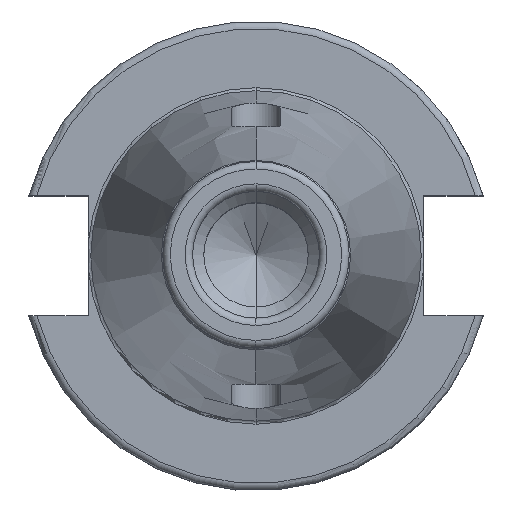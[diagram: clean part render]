
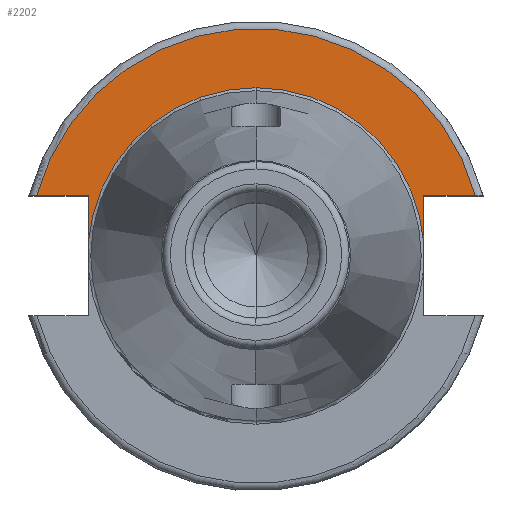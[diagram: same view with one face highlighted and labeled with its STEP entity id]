
A CAD part, top view. The second image highlights one B-rep face of the part: STEP entity #2202.
In plain terms, the highlighted planar face has unit normal (0, 0, 1).
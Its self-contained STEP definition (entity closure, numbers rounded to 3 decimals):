
#662=CARTESIAN_POINT('',(0,0,10));
#663=DIRECTION('',(0,0,1));
#664=DIRECTION('',(0,1,0));
#665=AXIS2_PLACEMENT_3D('',#662,#663,#664);
#746=DIRECTION('',(0,1,0));
#747=VECTOR('',#746,6.317);
#748=CARTESIAN_POINT('',(-22.5,1.733,10));
#749=LINE('',#748,#747);
#750=DIRECTION('',(1,0,0));
#751=VECTOR('',#750,6.918);
#752=CARTESIAN_POINT('',(-29.418,8.05,10));
#753=LINE('',#752,#751);
#754=DIRECTION('',(-1,0,0));
#755=VECTOR('',#754,6.918);
#756=CARTESIAN_POINT('',(29.418,8.05,10));
#757=LINE('',#756,#755);
#758=DIRECTION('',(0,-1,0));
#759=VECTOR('',#758,6.317);
#760=CARTESIAN_POINT('',(22.5,8.05,10));
#761=LINE('',#760,#759);
#776=CARTESIAN_POINT('',(0,0,10));
#777=DIRECTION('',(0,0,-1));
#778=DIRECTION('',(0,1,0));
#779=AXIS2_PLACEMENT_3D('',#776,#777,#778);
#907=CARTESIAN_POINT('',(0,0,10));
#908=DIRECTION('',(0,0,1));
#909=DIRECTION('',(0.965,0.264,0));
#910=AXIS2_PLACEMENT_3D('',#907,#908,#909);
#1045=CARTESIAN_POINT('',(0,22.567,10));
#1047=VERTEX_POINT('',#1045);
#1177=CARTESIAN_POINT('',(-22.5,1.733,10));
#1178=CARTESIAN_POINT('',(-22.5,8.05,10));
#1179=VERTEX_POINT('',#1177);
#1180=VERTEX_POINT('',#1178);
#1181=CARTESIAN_POINT('',(-29.418,8.05,10));
#1182=VERTEX_POINT('',#1181);
#1183=CARTESIAN_POINT('',(22.5,8.05,10));
#1184=CARTESIAN_POINT('',(22.5,1.733,10));
#1185=VERTEX_POINT('',#1183);
#1186=VERTEX_POINT('',#1184);
#1193=CARTESIAN_POINT('',(29.418,8.05,10));
#1194=VERTEX_POINT('',#1193);
#2183=CARTESIAN_POINT('',(0,0,10));
#2184=DIRECTION('',(0,0,-1));
#2185=DIRECTION('',(0,-1,0));
#2186=AXIS2_PLACEMENT_3D('',#2183,#2184,#2185);
#2187=PLANE('',#2186);
#2188=ORIENTED_EDGE('',*,*,#2095,.T.);
#2190=ORIENTED_EDGE('',*,*,#2189,.F.);
#2192=ORIENTED_EDGE('',*,*,#2191,.F.);
#2194=ORIENTED_EDGE('',*,*,#2193,.T.);
#2196=ORIENTED_EDGE('',*,*,#2195,.T.);
#2198=ORIENTED_EDGE('',*,*,#2197,.F.);
#2199=ORIENTED_EDGE('',*,*,#2074,.T.);
#2200=EDGE_LOOP('',(#2188,#2190,#2192,#2194,#2196,#2198,#2199));
#2201=FACE_OUTER_BOUND('',#2200,.F.);
#2202=ADVANCED_FACE('',(#2201),#2187,.F.);
#666=CIRCLE('',#665,22.567);
#780=CIRCLE('',#779,22.567);
#911=CIRCLE('',#910,30.5);
#2074=EDGE_CURVE('',#1047,#1179,#666,.T.);
#2095=EDGE_CURVE('',#1179,#1180,#749,.T.);
#2189=EDGE_CURVE('',#1182,#1180,#753,.T.);
#2191=EDGE_CURVE('',#1194,#1182,#911,.T.);
#2193=EDGE_CURVE('',#1194,#1185,#757,.T.);
#2195=EDGE_CURVE('',#1185,#1186,#761,.T.);
#2197=EDGE_CURVE('',#1047,#1186,#780,.T.);
